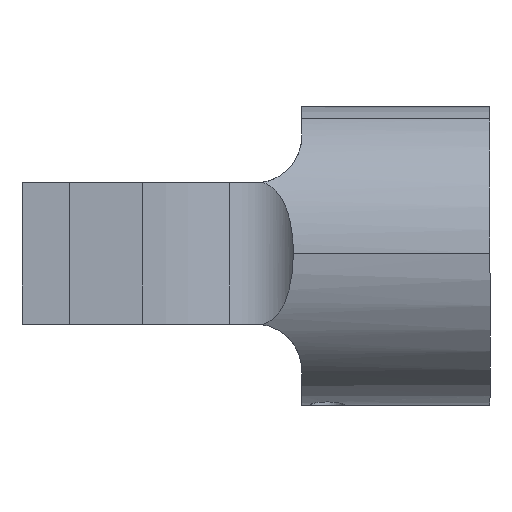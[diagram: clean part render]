
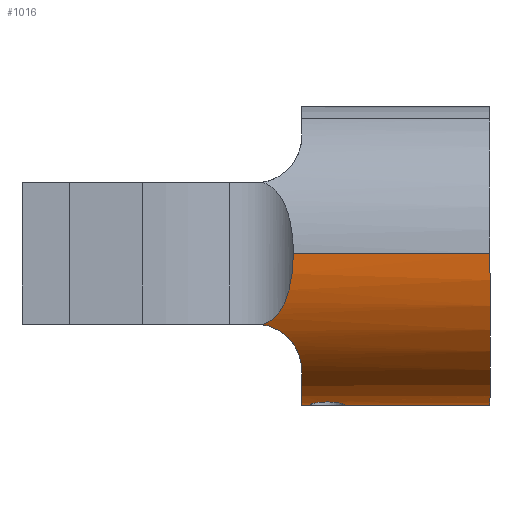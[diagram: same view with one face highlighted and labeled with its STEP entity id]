
A CAD part, front view. The second image highlights one B-rep face of the part: STEP entity #1016.
In plain terms, the highlighted cylindrical face has radius 16.658 mm (diameter 33.316 mm), a partial arc.
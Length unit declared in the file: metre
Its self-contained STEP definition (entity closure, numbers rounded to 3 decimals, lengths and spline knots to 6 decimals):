
#16=B_SPLINE_CURVE_WITH_KNOTS('',3,(#1521,#1522,#1523,#1524,#1525,#1526,
#1527,#1528,#1529,#1530,#1531),.UNSPECIFIED.,.F.,.F.,(4,1,1,1,1,1,1,1,4),
(0.,0.001237,0.002473,0.00371,0.004946,
0.006183,0.007419,0.008656,0.009893),
 .UNSPECIFIED.);
#24=B_SPLINE_CURVE_WITH_KNOTS('',3,(#1716,#1717,#1718,#1719,#1720,#1721,
#1722),.UNSPECIFIED.,.F.,.F.,(4,1,1,1,4),(0.,0.002242,0.004485,
0.006727,0.008969),.UNSPECIFIED.);
#25=B_SPLINE_CURVE_WITH_KNOTS('',3,(#1724,#1725,#1726,#1727,#1728,#1729,
#1730),.UNSPECIFIED.,.F.,.F.,(4,1,1,1,4),(0.,0.002091,0.004181,
0.006272,0.008362),.UNSPECIFIED.);
#40=CYLINDRICAL_SURFACE('',#1125,0.016658);
#69=CIRCLE('',#1088,0.016658);
#90=CIRCLE('',#1116,0.016658);
#220=ORIENTED_EDGE('',*,*,#419,.F.);
#221=ORIENTED_EDGE('',*,*,#434,.F.);
#222=ORIENTED_EDGE('',*,*,#480,.F.);
#223=ORIENTED_EDGE('',*,*,#494,.F.);
#224=ORIENTED_EDGE('',*,*,#495,.T.);
#225=ORIENTED_EDGE('',*,*,#496,.T.);
#226=ORIENTED_EDGE('',*,*,#443,.F.);
#227=ORIENTED_EDGE('',*,*,#430,.F.);
#419=EDGE_CURVE('',#567,#568,#16,.T.);
#430=EDGE_CURVE('',#568,#575,#671,.T.);
#434=EDGE_CURVE('',#578,#567,#675,.T.);
#443=EDGE_CURVE('',#575,#587,#69,.F.);
#480=EDGE_CURVE('',#618,#578,#90,.T.);
#494=EDGE_CURVE('',#627,#618,#701,.F.);
#495=EDGE_CURVE('',#627,#628,#24,.T.);
#496=EDGE_CURVE('',#628,#587,#25,.T.);
#567=VERTEX_POINT('',#1532);
#568=VERTEX_POINT('',#1533);
#575=VERTEX_POINT('',#1562);
#578=VERTEX_POINT('',#1568);
#587=VERTEX_POINT('',#1589);
#618=VERTEX_POINT('',#1663);
#627=VERTEX_POINT('',#1715);
#628=VERTEX_POINT('',#1723);
#671=LINE('',#1561,#745);
#675=LINE('',#1569,#749);
#701=LINE('',#1714,#775);
#745=VECTOR('',#1222,1.);
#749=VECTOR('',#1226,1.);
#775=VECTOR('',#1338,1.);
#832=EDGE_LOOP('',(#220,#221,#222,#223,#224,#225,#226,#227));
#912=FACE_BOUND('',#832,.T.);
#1016=ADVANCED_FACE('',(#912),#40,.T.);
#1088=AXIS2_PLACEMENT_3D('',#1588,#1242,#1243);
#1116=AXIS2_PLACEMENT_3D('',#1664,#1314,#1315);
#1125=AXIS2_PLACEMENT_3D('',#1713,#1336,#1337);
#1222=DIRECTION('',(-1.,0.,0.));
#1226=DIRECTION('',(-1.,0.,0.));
#1242=DIRECTION('',(1.,0.,0.));
#1243=DIRECTION('',(0.,-1.,0.));
#1314=DIRECTION('',(1.,0.,0.));
#1315=DIRECTION('',(0.,-1.,0.));
#1336=DIRECTION('',(-1.,0.,0.));
#1337=DIRECTION('',(0.,1.,0.));
#1338=DIRECTION('',(-1.,0.,0.));
#1521=CARTESIAN_POINT('',(0.03344,-0.007641,-0.000294));
#1522=CARTESIAN_POINT('',(0.033826,-0.0078,-0.000294));
#1523=CARTESIAN_POINT('',(0.034473,-0.008388,-0.000291));
#1524=CARTESIAN_POINT('',(0.034663,-0.00969,-0.000185));
#1525=CARTESIAN_POINT('',(0.033993,-0.010807,0.000003));
#1526=CARTESIAN_POINT('',(0.032755,-0.011255,0.000104));
#1527=CARTESIAN_POINT('',(0.031517,-0.010808,0.000003));
#1528=CARTESIAN_POINT('',(0.030847,-0.00969,-0.000185));
#1529=CARTESIAN_POINT('',(0.031036,-0.00839,-0.000291));
#1530=CARTESIAN_POINT('',(0.031683,-0.0078,-0.000294));
#1531=CARTESIAN_POINT('',(0.032069,-0.007641,-0.000294));
#1532=CARTESIAN_POINT('',(0.03344,-0.007641,-0.000294));
#1533=CARTESIAN_POINT('',(0.032069,-0.007641,-0.000294));
#1561=CARTESIAN_POINT('',(0.050038,-0.007641,-0.000294));
#1562=CARTESIAN_POINT('',(0.030038,-0.007641,-0.000294));
#1568=CARTESIAN_POINT('',(0.050038,-0.007641,-0.000294));
#1569=CARTESIAN_POINT('',(0.050038,-0.007641,-0.000294));
#1588=CARTESIAN_POINT('',(0.030038,-0.007641,0.016364));
#1589=CARTESIAN_POINT('',(0.030038,-0.018075,0.003378));
#1663=CARTESIAN_POINT('',(0.050038,-0.024291,0.015851));
#1664=CARTESIAN_POINT('',(0.050038,-0.007641,0.016364));
#1713=CARTESIAN_POINT('',(0.050038,-0.007641,0.016364));
#1714=CARTESIAN_POINT('',(0.040038,-0.024291,0.015851));
#1715=CARTESIAN_POINT('',(0.029151,-0.024291,0.015851));
#1716=CARTESIAN_POINT('',(0.029151,-0.024291,0.015851));
#1717=CARTESIAN_POINT('',(0.029135,-0.024268,0.015093));
#1718=CARTESIAN_POINT('',(0.029035,-0.024119,0.013606));
#1719=CARTESIAN_POINT('',(0.028613,-0.023606,0.01144));
#1720=CARTESIAN_POINT('',(0.02773,-0.022839,0.009449));
#1721=CARTESIAN_POINT('',(0.026568,-0.022327,0.008499));
#1722=CARTESIAN_POINT('',(0.025836,-0.022212,0.008291));
#1723=CARTESIAN_POINT('',(0.025836,-0.022212,0.008291));
#1724=CARTESIAN_POINT('',(0.025836,-0.022212,0.008291));
#1725=CARTESIAN_POINT('',(0.026533,-0.022152,0.008182));
#1726=CARTESIAN_POINT('',(0.027839,-0.021869,0.007669));
#1727=CARTESIAN_POINT('',(0.029225,-0.020957,0.006297));
#1728=CARTESIAN_POINT('',(0.029921,-0.019662,0.004769));
#1729=CARTESIAN_POINT('',(0.030038,-0.018623,0.003819));
#1730=CARTESIAN_POINT('',(0.030038,-0.018075,0.003378));
